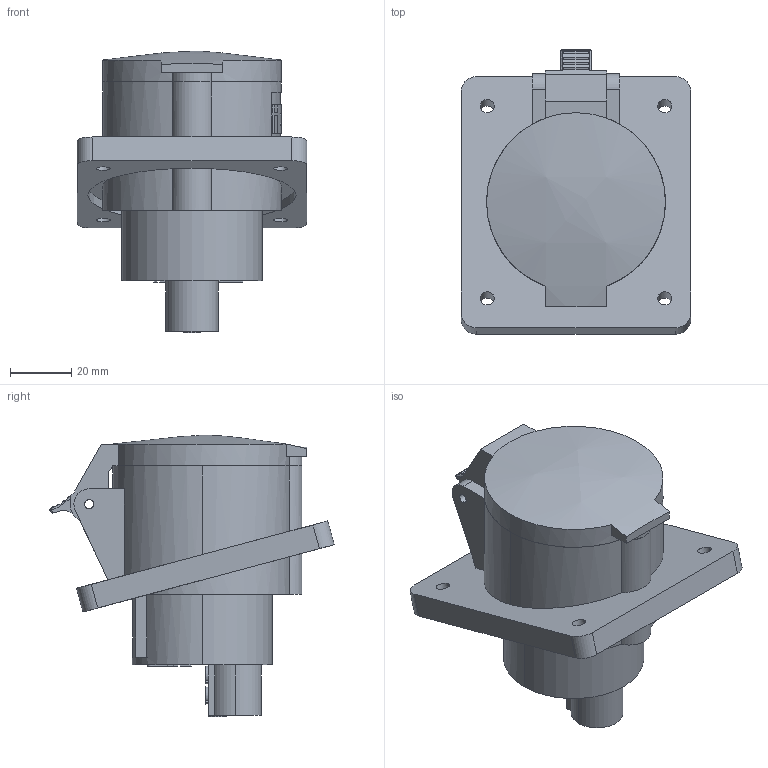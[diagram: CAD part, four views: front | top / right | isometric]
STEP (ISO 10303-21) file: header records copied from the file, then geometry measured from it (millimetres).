
FILE_DESCRIPTION (( 'STEP AP214' ), '1' );
FILE_NAME ('PSN42-016-4 Ðîçåòêà âñòðàèâàåìàÿ ÑÑÈ-414 16À-6÷_380-415Â 3Ð+PÅ IP44 MAGNUM ÈÝÊ1.STEP', '2025-09-17T07:56:15', ( '' ), ( '' ), 'SwSTEP 2.0', 'SolidWorks 2022', '' );
FILE_SCHEMA (( 'AUTOMOTIVE_DESIGN' ));
Length unit declared in the file: millimetre
Products named in the file (1): PSN42-016-4 Розетка встраиваемая ССИ-414 16А-6ч_380-415В 3Р+PЕ IP44 MAGNUM ИЭК1
Bounding box: 75 x 92.9 x 91.88 mm (x, y, z)
Volume: 153880.7 mm3; surface area: 62149 mm2
Topology: 10 solids, 12 shells, 560 faces, 1417 edges, 918 vertices
Faces by surface type: plane 278, cylinder 195, bspline 61, cone 16, torus 6, sphere 4
Entity records: 21579 total; most frequent: CARTESIAN_POINT 7773, ORIENTED_EDGE 2802, DIRECTION 2686, EDGE_CURVE 1401, AXIS2_PLACEMENT_3D 966, VERTEX_POINT 918, LINE 754, VECTOR 754
